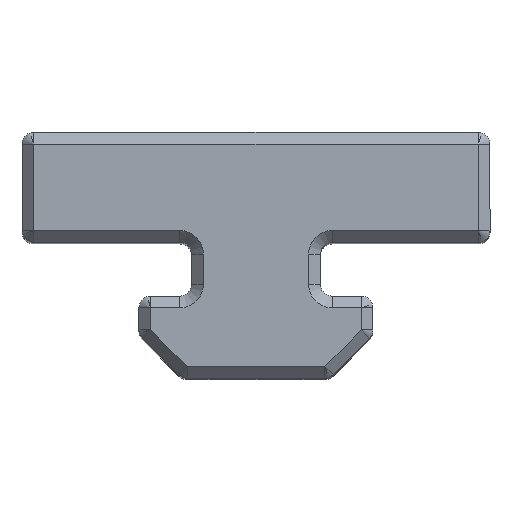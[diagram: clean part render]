
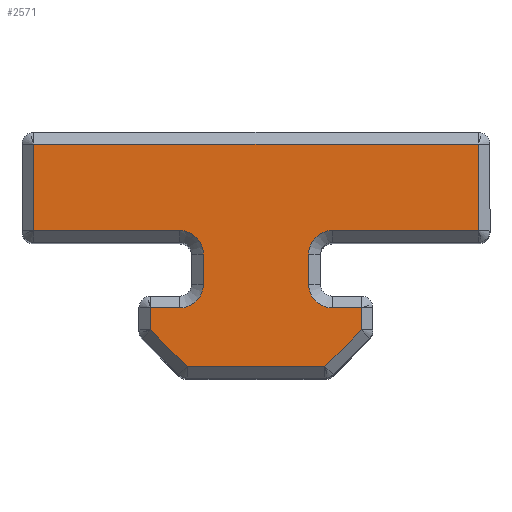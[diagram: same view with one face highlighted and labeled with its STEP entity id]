
A CAD part, top view. The second image highlights one B-rep face of the part: STEP entity #2571.
In plain terms, the highlighted planar face has unit normal (0, 0, 1).
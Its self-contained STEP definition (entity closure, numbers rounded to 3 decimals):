
#9 = EDGE_CURVE ( 'NONE', #821, #2295, #415, .T. ) ;
#29 = PLANE ( 'NONE',  #2248 ) ;
#39 = VECTOR ( 'NONE', #71, 1000. ) ;
#58 = CARTESIAN_POINT ( 'NONE',  ( 4.5, -7.5, 20. ) ) ;
#71 = DIRECTION ( 'NONE',  ( 0., -1., 0. ) ) ;
#72 = DIRECTION ( 'NONE',  ( 1., 0., 0. ) ) ;
#79 = ORIENTED_EDGE ( 'NONE', *, *, #1826, .T. ) ;
#86 = DIRECTION ( 'NONE',  ( -1., 0., 0. ) ) ;
#110 = VERTEX_POINT ( 'NONE', #1912 ) ;
#146 = VERTEX_POINT ( 'NONE', #2393 ) ;
#150 = LINE ( 'NONE', #1831, #849 ) ;
#154 = ORIENTED_EDGE ( 'NONE', *, *, #2016, .T. ) ;
#171 = EDGE_CURVE ( 'NONE', #1768, #2093, #2176, .T. ) ;
#178 = CARTESIAN_POINT ( 'NONE',  ( -4.5, -8.443, 20. ) ) ;
#184 = EDGE_CURVE ( 'NONE', #2641, #2316, #2444, .T. ) ;
#223 = VECTOR ( 'NONE', #1030, 1000. ) ;
#294 = EDGE_CURVE ( 'NONE', #492, #1863, #2530, .T. ) ;
#304 = CIRCLE ( 'NONE', #2452, 1. ) ;
#307 = DIRECTION ( 'NONE',  ( 1., 0., 0. ) ) ;
#332 = DIRECTION ( 'NONE',  ( 0., 0., -1. ) ) ;
#347 = CARTESIAN_POINT ( 'NONE',  ( 9.5, -0.5, 20. ) ) ;
#379 = DIRECTION ( 'NONE',  ( 1., 0., 0. ) ) ;
#408 = EDGE_CURVE ( 'NONE', #2606, #821, #1707, .T. ) ;
#415 = LINE ( 'NONE', #2565, #1201 ) ;
#417 = EDGE_CURVE ( 'NONE', #1588, #2251, #304, .T. ) ;
#423 = ORIENTED_EDGE ( 'NONE', *, *, #294, .T. ) ;
#428 = LINE ( 'NONE', #1521, #2496 ) ;
#449 = CIRCLE ( 'NONE', #489, 1. ) ;
#463 = CARTESIAN_POINT ( 'NONE',  ( 3.25, -4.2, 20. ) ) ;
#466 = EDGE_CURVE ( 'NONE', #146, #2606, #428, .T. ) ;
#477 = DIRECTION ( 'NONE',  ( 1., 0., 0. ) ) ;
#486 = ORIENTED_EDGE ( 'NONE', *, *, #9, .T. ) ;
#489 = AXIS2_PLACEMENT_3D ( 'NONE', #1211, #332, #1839 ) ;
#492 = VERTEX_POINT ( 'NONE', #463 ) ;
#493 = ORIENTED_EDGE ( 'NONE', *, *, #417, .T. ) ;
#496 = VERTEX_POINT ( 'NONE', #1323 ) ;
#511 = DIRECTION ( 'NONE',  ( -1., 0., 0. ) ) ;
#545 = DIRECTION ( 'NONE',  ( 0., 0., -1. ) ) ;
#557 = CARTESIAN_POINT ( 'NONE',  ( 3.25, -7.5, 20. ) ) ;
#571 = VECTOR ( 'NONE', #634, 1000. ) ;
#589 = VERTEX_POINT ( 'NONE', #2441 ) ;
#600 = ORIENTED_EDGE ( 'NONE', *, *, #171, .T. ) ;
#634 = DIRECTION ( 'NONE',  ( 1., 0., 0. ) ) ;
#646 = CARTESIAN_POINT ( 'NONE',  ( 4.5, -8.443, 20. ) ) ;
#695 = CARTESIAN_POINT ( 'NONE',  ( 2.25, -6.5, 20. ) ) ;
#705 = VECTOR ( 'NONE', #1536, 1000. ) ;
#745 = ORIENTED_EDGE ( 'NONE', *, *, #408, .T. ) ;
#776 = LINE ( 'NONE', #2692, #2370 ) ;
#786 = DIRECTION ( 'NONE',  ( 0., 1., 0. ) ) ;
#821 = VERTEX_POINT ( 'NONE', #1258 ) ;
#828 = CARTESIAN_POINT ( 'NONE',  ( 3.25, -7.5, 20. ) ) ;
#829 = DIRECTION ( 'NONE',  ( 1., 0., 0. ) ) ;
#849 = VECTOR ( 'NONE', #2255, 1000. ) ;
#880 = CARTESIAN_POINT ( 'NONE',  ( 0., 0., 20. ) ) ;
#894 = FACE_OUTER_BOUND ( 'NONE', #1547, .T. ) ;
#944 = ORIENTED_EDGE ( 'NONE', *, *, #1115, .T. ) ;
#950 = EDGE_CURVE ( 'NONE', #2251, #589, #1576, .T. ) ;
#970 = AXIS2_PLACEMENT_3D ( 'NONE', #2284, #545, #72 ) ;
#982 = ORIENTED_EDGE ( 'NONE', *, *, #184, .T. ) ;
#1030 = DIRECTION ( 'NONE',  ( 0., -1., 0. ) ) ;
#1080 = DIRECTION ( 'NONE',  ( 0.707, -0.707, 0. ) ) ;
#1115 = EDGE_CURVE ( 'NONE', #1490, #110, #1294, .T. ) ;
#1140 = LINE ( 'NONE', #2064, #2150 ) ;
#1201 = VECTOR ( 'NONE', #1504, 1000. ) ;
#1211 = CARTESIAN_POINT ( 'NONE',  ( 3.25, -5.2, 20. ) ) ;
#1258 = CARTESIAN_POINT ( 'NONE',  ( 2.943, -10., 20. ) ) ;
#1285 = DIRECTION ( 'NONE',  ( 0., 0., -1. ) ) ;
#1294 = LINE ( 'NONE', #2315, #1295 ) ;
#1295 = VECTOR ( 'NONE', #1894, 1000. ) ;
#1297 = ORIENTED_EDGE ( 'NONE', *, *, #1645, .T. ) ;
#1319 = ORIENTED_EDGE ( 'NONE', *, *, #2017, .T. ) ;
#1323 = CARTESIAN_POINT ( 'NONE',  ( 2.25, -5.2, 20. ) ) ;
#1342 = VECTOR ( 'NONE', #1468, 1000. ) ;
#1468 = DIRECTION ( 'NONE',  ( 0., -1., 0. ) ) ;
#1490 = VERTEX_POINT ( 'NONE', #347 ) ;
#1504 = DIRECTION ( 'NONE',  ( 0.707, 0.707, 0. ) ) ;
#1521 = CARTESIAN_POINT ( 'NONE',  ( -2.943, -10., 20. ) ) ;
#1536 = DIRECTION ( 'NONE',  ( 0., 1., 0. ) ) ;
#1547 = EDGE_LOOP ( 'NONE', ( #423, #2286, #944, #1319, #79, #600, #2009, #493, #1866, #154, #2424, #745, #486, #1297, #982, #2665, #2670, #1869 ) ) ;
#1576 = LINE ( 'NONE', #2425, #2141 ) ;
#1588 = VERTEX_POINT ( 'NONE', #1698 ) ;
#1608 = EDGE_CURVE ( 'NONE', #2316, #2427, #1655, .T. ) ;
#1645 = EDGE_CURVE ( 'NONE', #2295, #2641, #1934, .T. ) ;
#1655 = CIRCLE ( 'NONE', #2103, 1. ) ;
#1671 = LINE ( 'NONE', #178, #223 ) ;
#1697 = VECTOR ( 'NONE', #379, 1000. ) ;
#1698 = CARTESIAN_POINT ( 'NONE',  ( -2.25, -6.5, 20. ) ) ;
#1707 = LINE ( 'NONE', #2557, #571 ) ;
#1727 = DIRECTION ( 'NONE',  ( 1., 0., 0. ) ) ;
#1768 = VERTEX_POINT ( 'NONE', #2595 ) ;
#1826 = EDGE_CURVE ( 'NONE', #2662, #1768, #1140, .T. ) ;
#1831 = CARTESIAN_POINT ( 'NONE',  ( 9.5, -0.5, 20. ) ) ;
#1839 = DIRECTION ( 'NONE',  ( 1., 0., 0. ) ) ;
#1863 = VERTEX_POINT ( 'NONE', #1997 ) ;
#1866 = ORIENTED_EDGE ( 'NONE', *, *, #950, .T. ) ;
#1869 = ORIENTED_EDGE ( 'NONE', *, *, #2201, .T. ) ;
#1888 = LINE ( 'NONE', #2743, #1342 ) ;
#1894 = DIRECTION ( 'NONE',  ( -1., 0., 0. ) ) ;
#1899 = CARTESIAN_POINT ( 'NONE',  ( 9.5, -4.2, 20. ) ) ;
#1903 = CARTESIAN_POINT ( 'NONE',  ( 3.25, -6.5, 20. ) ) ;
#1912 = CARTESIAN_POINT ( 'NONE',  ( -9.5, -0.5, 20. ) ) ;
#1934 = LINE ( 'NONE', #58, #705 ) ;
#1941 = CARTESIAN_POINT ( 'NONE',  ( -2.25, -6.5, 20. ) ) ;
#1950 = LINE ( 'NONE', #1941, #39 ) ;
#1997 = CARTESIAN_POINT ( 'NONE',  ( 9.5, -4.2, 20. ) ) ;
#2009 = ORIENTED_EDGE ( 'NONE', *, *, #2491, .T. ) ;
#2016 = EDGE_CURVE ( 'NONE', #589, #146, #1671, .T. ) ;
#2017 = EDGE_CURVE ( 'NONE', #110, #2662, #1888, .T. ) ;
#2030 = CARTESIAN_POINT ( 'NONE',  ( -9.5, -4.2, 20. ) ) ;
#2064 = CARTESIAN_POINT ( 'NONE',  ( -3.25, -4.2, 20. ) ) ;
#2093 = VERTEX_POINT ( 'NONE', #2624 ) ;
#2103 = AXIS2_PLACEMENT_3D ( 'NONE', #1903, #2756, #829 ) ;
#2141 = VECTOR ( 'NONE', #86, 1000. ) ;
#2150 = VECTOR ( 'NONE', #307, 1000. ) ;
#2176 = CIRCLE ( 'NONE', #970, 1. ) ;
#2201 = EDGE_CURVE ( 'NONE', #496, #492, #449, .T. ) ;
#2241 = CARTESIAN_POINT ( 'NONE',  ( 4.5, -7.5, 20. ) ) ;
#2248 = AXIS2_PLACEMENT_3D ( 'NONE', #880, #2396, #477 ) ;
#2251 = VERTEX_POINT ( 'NONE', #2261 ) ;
#2255 = DIRECTION ( 'NONE',  ( 0., 1., 0. ) ) ;
#2261 = CARTESIAN_POINT ( 'NONE',  ( -3.25, -7.5, 20. ) ) ;
#2273 = EDGE_CURVE ( 'NONE', #2427, #496, #776, .T. ) ;
#2284 = CARTESIAN_POINT ( 'NONE',  ( -3.25, -5.2, 20. ) ) ;
#2286 = ORIENTED_EDGE ( 'NONE', *, *, #2588, .T. ) ;
#2295 = VERTEX_POINT ( 'NONE', #646 ) ;
#2315 = CARTESIAN_POINT ( 'NONE',  ( -9.5, -0.5, 20. ) ) ;
#2316 = VERTEX_POINT ( 'NONE', #828 ) ;
#2347 = CARTESIAN_POINT ( 'NONE',  ( -3.25, -6.5, 20. ) ) ;
#2370 = VECTOR ( 'NONE', #786, 1000. ) ;
#2393 = CARTESIAN_POINT ( 'NONE',  ( -4.5, -8.443, 20. ) ) ;
#2396 = DIRECTION ( 'NONE',  ( 0., 0., 1. ) ) ;
#2424 = ORIENTED_EDGE ( 'NONE', *, *, #466, .T. ) ;
#2425 = CARTESIAN_POINT ( 'NONE',  ( -4.5, -7.5, 20. ) ) ;
#2427 = VERTEX_POINT ( 'NONE', #695 ) ;
#2429 = CARTESIAN_POINT ( 'NONE',  ( -2.943, -10., 20. ) ) ;
#2441 = CARTESIAN_POINT ( 'NONE',  ( -4.5, -7.5, 20. ) ) ;
#2444 = LINE ( 'NONE', #557, #2538 ) ;
#2452 = AXIS2_PLACEMENT_3D ( 'NONE', #2347, #1285, #1727 ) ;
#2491 = EDGE_CURVE ( 'NONE', #2093, #1588, #1950, .T. ) ;
#2496 = VECTOR ( 'NONE', #1080, 1000. ) ;
#2530 = LINE ( 'NONE', #1899, #1697 ) ;
#2538 = VECTOR ( 'NONE', #511, 1000. ) ;
#2557 = CARTESIAN_POINT ( 'NONE',  ( 2.943, -10., 20. ) ) ;
#2565 = CARTESIAN_POINT ( 'NONE',  ( 4.5, -8.443, 20. ) ) ;
#2571 = ADVANCED_FACE ( 'NONE', ( #894 ), #29, .T. ) ;
#2588 = EDGE_CURVE ( 'NONE', #1863, #1490, #150, .T. ) ;
#2595 = CARTESIAN_POINT ( 'NONE',  ( -3.25, -4.2, 20. ) ) ;
#2606 = VERTEX_POINT ( 'NONE', #2429 ) ;
#2624 = CARTESIAN_POINT ( 'NONE',  ( -2.25, -5.2, 20. ) ) ;
#2641 = VERTEX_POINT ( 'NONE', #2241 ) ;
#2662 = VERTEX_POINT ( 'NONE', #2030 ) ;
#2665 = ORIENTED_EDGE ( 'NONE', *, *, #1608, .T. ) ;
#2670 = ORIENTED_EDGE ( 'NONE', *, *, #2273, .T. ) ;
#2692 = CARTESIAN_POINT ( 'NONE',  ( 2.25, -5.2, 20. ) ) ;
#2743 = CARTESIAN_POINT ( 'NONE',  ( -9.5, -4.2, 20. ) ) ;
#2756 = DIRECTION ( 'NONE',  ( 0., 0., -1. ) ) ;
